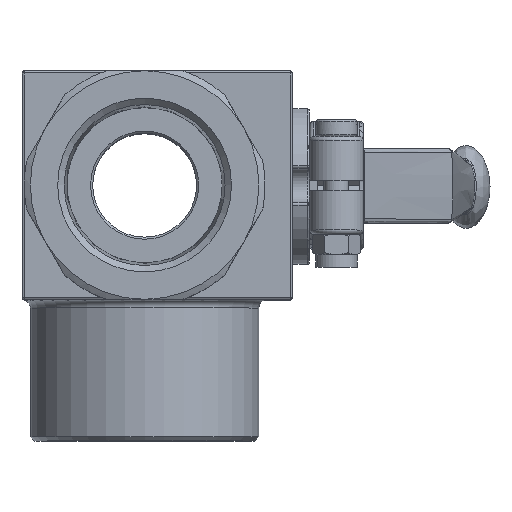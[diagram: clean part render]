
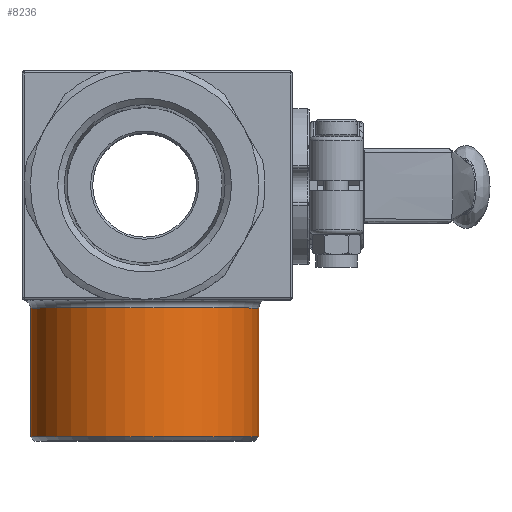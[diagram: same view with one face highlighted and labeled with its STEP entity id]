
A CAD part, top view. The second image highlights one B-rep face of the part: STEP entity #8236.
In plain terms, the highlighted cylindrical face has radius 27.5 mm (diameter 55 mm), a full revolution.
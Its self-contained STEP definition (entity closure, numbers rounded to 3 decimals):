
#956=FACE_OUTER_BOUND('',#1452,.T.);
#1452=EDGE_LOOP('',(#6623,#6624,#6625,#6626,#6627));
#2053=LINE('',#14739,#2613);
#2613=VECTOR('',#10593,27.5);
#2912=CIRCLE('',#8844,27.5);
#2916=CIRCLE('',#8848,27.5);
#2929=CIRCLE('',#8869,27.5);
#3619=VERTEX_POINT('',#14693);
#3620=VERTEX_POINT('',#14694);
#3634=VERTEX_POINT('',#14735);
#4658=EDGE_CURVE('',#3619,#3620,#2912,.T.);
#4662=EDGE_CURVE('',#3620,#3619,#2916,.T.);
#4678=EDGE_CURVE('',#3634,#3634,#2929,.T.);
#4679=EDGE_CURVE('',#3634,#3619,#2053,.T.);
#6623=ORIENTED_EDGE('',*,*,#4678,.F.);
#6624=ORIENTED_EDGE('',*,*,#4679,.T.);
#6625=ORIENTED_EDGE('',*,*,#4662,.F.);
#6626=ORIENTED_EDGE('',*,*,#4658,.F.);
#6627=ORIENTED_EDGE('',*,*,#4679,.F.);
#7405=CYLINDRICAL_SURFACE('',#8870,27.5);
#8236=ADVANCED_FACE('',(#956),#7405,.T.);
#8844=AXIS2_PLACEMENT_3D('',#14695,#10536,#10537);
#8848=AXIS2_PLACEMENT_3D('',#14700,#10544,#10545);
#8869=AXIS2_PLACEMENT_3D('',#14737,#10589,#10590);
#8870=AXIS2_PLACEMENT_3D('',#14738,#10591,#10592);
#10536=DIRECTION('center_axis',(0.,1.,0.));
#10537=DIRECTION('ref_axis',(-1.,0.,0.));
#10544=DIRECTION('center_axis',(0.,1.,0.));
#10545=DIRECTION('ref_axis',(-1.,0.,0.));
#10589=DIRECTION('center_axis',(0.,-1.,0.));
#10590=DIRECTION('ref_axis',(-1.,0.,0.));
#10591=DIRECTION('center_axis',(0.,-1.,0.));
#10592=DIRECTION('ref_axis',(-1.,0.,0.));
#10593=DIRECTION('',(0.,1.,0.));
#14693=CARTESIAN_POINT('',(27.5,-29.5,0.));
#14694=CARTESIAN_POINT('',(0.,-29.5,-27.5));
#14695=CARTESIAN_POINT('Origin',(0.,-29.5,0.));
#14700=CARTESIAN_POINT('Origin',(0.,-29.5,0.));
#14735=CARTESIAN_POINT('',(27.5,-60.5,0.));
#14737=CARTESIAN_POINT('Origin',(0.,-60.5,0.));
#14738=CARTESIAN_POINT('Origin',(0.,-27.5,0.));
#14739=CARTESIAN_POINT('',(27.5,-27.5,0.));
